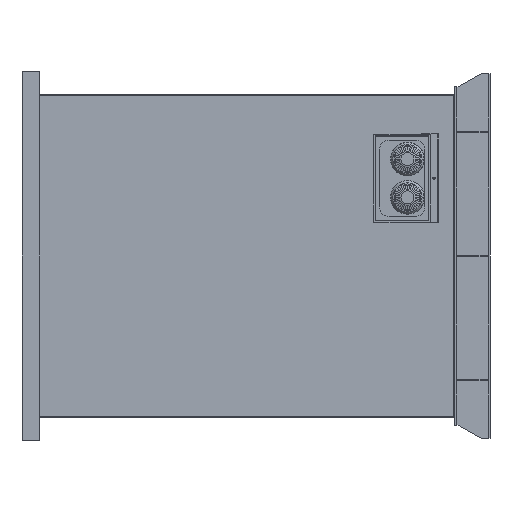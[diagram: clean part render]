
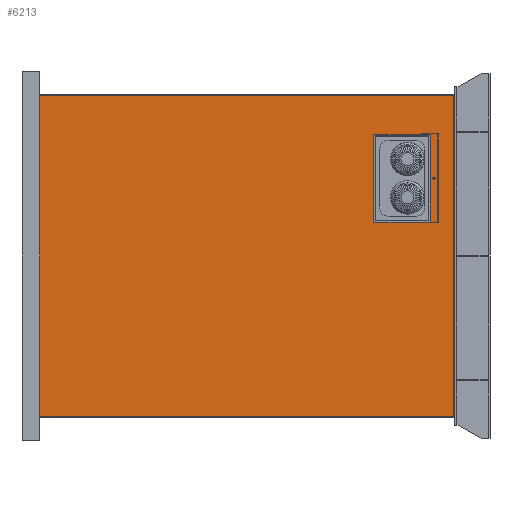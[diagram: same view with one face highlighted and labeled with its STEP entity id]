
A CAD part, left-side view. The second image highlights one B-rep face of the part: STEP entity #6213.
In plain terms, the highlighted planar face has unit normal (-1, 0, 0).
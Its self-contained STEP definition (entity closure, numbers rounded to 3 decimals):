
#9 = ORIENTED_EDGE ( 'NONE', *, *, #1371, .T. ) ;
#167 = ORIENTED_EDGE ( 'NONE', *, *, #3204, .F. ) ;
#296 = VECTOR ( 'NONE', #4306, 1000. ) ;
#789 = VECTOR ( 'NONE', #6646, 1000. ) ;
#826 = DIRECTION ( 'NONE',  ( 0., 0., -1. ) ) ;
#995 = LINE ( 'NONE', #4286, #7734 ) ;
#1018 = LINE ( 'NONE', #8938, #296 ) ;
#1371 = EDGE_CURVE ( 'NONE', #3489, #6695, #3299, .T. ) ;
#1505 = DIRECTION ( 'NONE',  ( 0., 0., -1. ) ) ;
#1859 = DIRECTION ( 'NONE',  ( 0., 0., 1. ) ) ;
#1879 = VERTEX_POINT ( 'NONE', #5473 ) ;
#1998 = VECTOR ( 'NONE', #6717, 1000. ) ;
#2205 = ORIENTED_EDGE ( 'NONE', *, *, #7556, .T. ) ;
#2274 = LINE ( 'NONE', #4881, #9489 ) ;
#2302 = VERTEX_POINT ( 'NONE', #3633 ) ;
#2331 = FACE_OUTER_BOUND ( 'NONE', #3565, .T. ) ;
#2391 = EDGE_LOOP ( 'NONE', ( #8579, #3328, #9, #2205 ) ) ;
#2500 = DIRECTION ( 'NONE',  ( 0., 0., -1. ) ) ;
#2819 = DIRECTION ( 'NONE',  ( 0., 0., -1. ) ) ;
#2945 = CARTESIAN_POINT ( 'NONE',  ( -680., 226.5, 343.5 ) ) ;
#3204 = EDGE_CURVE ( 'NONE', #4180, #3955, #2274, .T. ) ;
#3299 = LINE ( 'NONE', #6449, #7519 ) ;
#3328 = ORIENTED_EDGE ( 'NONE', *, *, #7362, .T. ) ;
#3489 = VERTEX_POINT ( 'NONE', #2945 ) ;
#3565 = EDGE_LOOP ( 'NONE', ( #7396, #167, #9466, #7678 ) ) ;
#3633 = CARTESIAN_POINT ( 'NONE',  ( -680., 66.5, 95.5 ) ) ;
#3658 = CARTESIAN_POINT ( 'NONE',  ( -680., 66.5, 343.5 ) ) ;
#3767 = CARTESIAN_POINT ( 'NONE',  ( -680., 1169.7, -455. ) ) ;
#3910 = CARTESIAN_POINT ( 'NONE',  ( -680., 1169.7, 455. ) ) ;
#3955 = VERTEX_POINT ( 'NONE', #8228 ) ;
#4180 = VERTEX_POINT ( 'NONE', #6147 ) ;
#4258 = CARTESIAN_POINT ( 'NONE',  ( -680., -1.5, 455. ) ) ;
#4286 = CARTESIAN_POINT ( 'NONE',  ( -680., 66.5, 105.5 ) ) ;
#4306 = DIRECTION ( 'NONE',  ( 0., -1., 0. ) ) ;
#4586 = FACE_BOUND ( 'NONE', #2391, .T. ) ;
#4618 = EDGE_CURVE ( 'NONE', #2302, #1879, #9693, .T. ) ;
#4881 = CARTESIAN_POINT ( 'NONE',  ( -680., -1.5, 455. ) ) ;
#4921 = EDGE_CURVE ( 'NONE', #5529, #8770, #6933, .T. ) ;
#5101 = EDGE_CURVE ( 'NONE', #5529, #4180, #7280, .T. ) ;
#5418 = CARTESIAN_POINT ( 'NONE',  ( -680., 1169.7, 455. ) ) ;
#5473 = CARTESIAN_POINT ( 'NONE',  ( -680., 226.5, 95.5 ) ) ;
#5529 = VERTEX_POINT ( 'NONE', #3910 ) ;
#6081 = DIRECTION ( 'NONE',  ( 1., 0., 0. ) ) ;
#6082 = VECTOR ( 'NONE', #826, 1000. ) ;
#6147 = CARTESIAN_POINT ( 'NONE',  ( -680., -1.5, 455. ) ) ;
#6213 = ADVANCED_FACE ( 'NONE', ( #2331, #4586 ), #8358, .F. ) ;
#6449 = CARTESIAN_POINT ( 'NONE',  ( -680., 76.5, 343.5 ) ) ;
#6646 = DIRECTION ( 'NONE',  ( 0., -1., 0. ) ) ;
#6695 = VERTEX_POINT ( 'NONE', #3658 ) ;
#6701 = EDGE_CURVE ( 'NONE', #8770, #3955, #1018, .T. ) ;
#6717 = DIRECTION ( 'NONE',  ( 0., 1., 0. ) ) ;
#6933 = LINE ( 'NONE', #5418, #6082 ) ;
#7202 = CARTESIAN_POINT ( 'NONE',  ( -680., 226.5, 333.5 ) ) ;
#7280 = LINE ( 'NONE', #4258, #789 ) ;
#7362 = EDGE_CURVE ( 'NONE', #1879, #3489, #7981, .T. ) ;
#7396 = ORIENTED_EDGE ( 'NONE', *, *, #6701, .T. ) ;
#7509 = CARTESIAN_POINT ( 'NONE',  ( -680., 216.5, 95.5 ) ) ;
#7519 = VECTOR ( 'NONE', #8759, 1000. ) ;
#7556 = EDGE_CURVE ( 'NONE', #6695, #2302, #995, .T. ) ;
#7678 = ORIENTED_EDGE ( 'NONE', *, *, #4921, .T. ) ;
#7734 = VECTOR ( 'NONE', #2819, 1000. ) ;
#7981 = LINE ( 'NONE', #7202, #8586 ) ;
#8228 = CARTESIAN_POINT ( 'NONE',  ( -680., -1.5, -455. ) ) ;
#8358 = PLANE ( 'NONE',  #9314 ) ;
#8398 = CARTESIAN_POINT ( 'NONE',  ( -680., -1.5, 455. ) ) ;
#8579 = ORIENTED_EDGE ( 'NONE', *, *, #4618, .T. ) ;
#8586 = VECTOR ( 'NONE', #1859, 1000. ) ;
#8759 = DIRECTION ( 'NONE',  ( 0., -1., 0. ) ) ;
#8770 = VERTEX_POINT ( 'NONE', #3767 ) ;
#8938 = CARTESIAN_POINT ( 'NONE',  ( -680., -1.5, -455. ) ) ;
#9314 = AXIS2_PLACEMENT_3D ( 'NONE', #8398, #6081, #1505 ) ;
#9466 = ORIENTED_EDGE ( 'NONE', *, *, #5101, .F. ) ;
#9489 = VECTOR ( 'NONE', #2500, 1000. ) ;
#9693 = LINE ( 'NONE', #7509, #1998 ) ;
